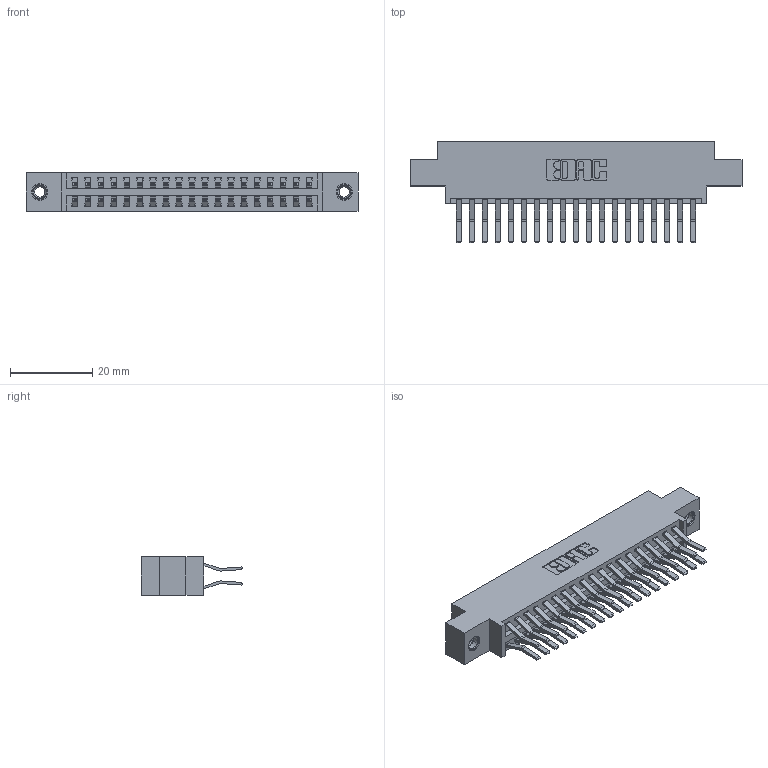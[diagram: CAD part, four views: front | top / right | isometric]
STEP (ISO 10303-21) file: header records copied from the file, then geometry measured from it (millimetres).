
FILE_DESCRIPTION (( 'STEP AP203' ), '1' );
FILE_NAME ('396-038-560-807.STEP', '2018-09-06T09:43:05', ( '' ), ( '' ), 'SwSTEP 2.0', 'SolidWorks 2016', '' );
FILE_SCHEMA (( 'CONFIG_CONTROL_DESIGN' ));
Length unit declared in the file: inch
Products named in the file (4): 346 Part_0.170 Offset - 0.156 Dia-TI; 345-292-001_560 Tail; 345-250-001_345-250-005-103; 396-038-560-807
Assembly tree (41 placements, depth 2):
  396-038-560-807
    346 Part_0.170 Offset - 0.156 Dia-TI
    345-292-001_560 Tail  x38
    345-250-001_345-250-005-103  x2
Bounding box: 80.9 x 24.78 x 9.4 mm (x, y, z)
Volume: 7791 mm3; surface area: 11225.6 mm2
Topology: 41 solids, 41 shells, 2238 faces, 6595 edges, 4338 vertices
Faces by surface type: plane 1442, cylinder 780, cone 12, torus 4
Entity records: 16902 total; most frequent: CARTESIAN_POINT 2803, ORIENTED_EDGE 2730, DIRECTION 2551, EDGE_CURVE 1365, VECTOR 1133, LINE 1133, VERTEX_POINT 904, AXIS2_PLACEMENT_3D 709
